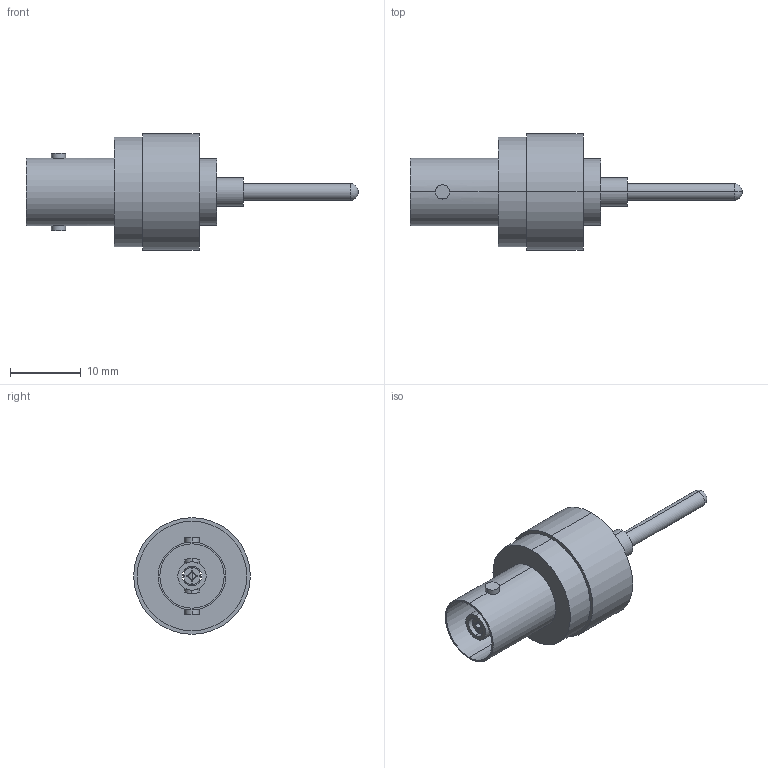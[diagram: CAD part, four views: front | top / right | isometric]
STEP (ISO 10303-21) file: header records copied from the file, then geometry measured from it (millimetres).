
FILE_DESCRIPTION (( 'STEP AP214' ), '1' );
FILE_NAME ('242-MHVF50.STEP', '2016-01-18T14:25:13', ( '' ), ( '' ), 'SwSTEP 2.0', 'SolidWorks 2014', '' );
FILE_SCHEMA (( 'AUTOMOTIVE_DESIGN' ));
Length unit declared in the file: millimetre
Products named in the file (1): 242-MHVF50
Bounding box: 47 x 16.5 x 16.5 mm (x, y, z)
Volume: 1397.2 mm3; surface area: 3648.7 mm2
Topology: 3 solids, 3 shells, 86 faces, 215 edges, 135 vertices
Faces by surface type: cylinder 43, plane 35, torus 8
Entity records: 3096 total; most frequent: CARTESIAN_POINT 831, DIRECTION 449, ORIENTED_EDGE 426, EDGE_CURVE 213, AXIS2_PLACEMENT_3D 177, VERTEX_POINT 135, EDGE_LOOP 100, VECTOR 95
